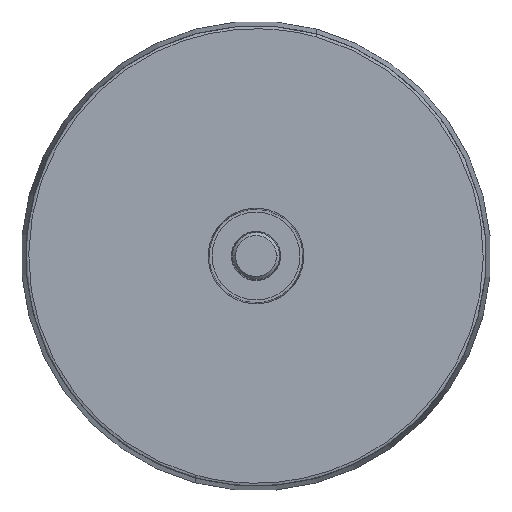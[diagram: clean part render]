
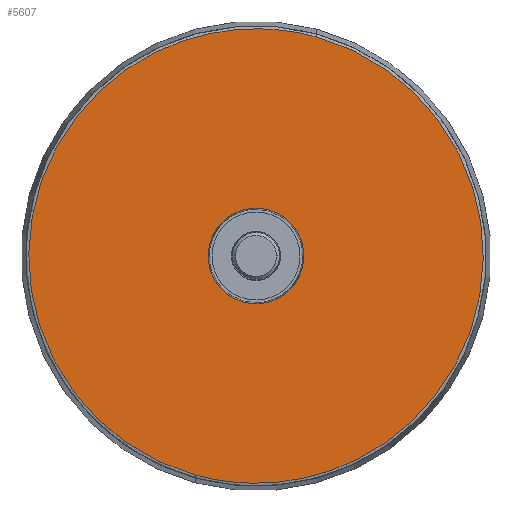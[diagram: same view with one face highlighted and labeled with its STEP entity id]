
A CAD part, front view. The second image highlights one B-rep face of the part: STEP entity #5607.
In plain terms, the highlighted planar face has unit normal (0, -1, 0).
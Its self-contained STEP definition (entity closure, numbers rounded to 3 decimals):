
#341 = DIRECTION ( 'NONE',  ( 1., 0., 0. ) ) ;
#413 = AXIS2_PLACEMENT_3D ( 'NONE', #3967, #5283, #2176 ) ;
#453 = VERTEX_POINT ( 'NONE', #3241 ) ;
#461 = CARTESIAN_POINT ( 'NONE',  ( 38.774, -5., 0. ) ) ;
#508 = EDGE_CURVE ( 'NONE', #453, #1359, #545, .T. ) ;
#545 =( BOUNDED_CURVE ( )  B_SPLINE_CURVE ( 3, ( #5483, #748, #4632, #3300 ),
 .UNSPECIFIED., .F., .T. ) 
 B_SPLINE_CURVE_WITH_KNOTS ( ( 4, 4 ),
 ( 0., 0.002 ),
 .UNSPECIFIED. ) 
 CURVE ( )  GEOMETRIC_REPRESENTATION_ITEM ( )  RATIONAL_B_SPLINE_CURVE ( ( 1., 1., 1., 1. ) ) 
 REPRESENTATION_ITEM ( '' )  );
#644 = CARTESIAN_POINT ( 'NONE',  ( -38.774, -5., -77.048 ) ) ;
#658 = CIRCLE ( 'NONE', #4703, 8.168 ) ;
#731 = CARTESIAN_POINT ( 'NONE',  ( 38.773, -5., -0.251 ) ) ;
#748 = CARTESIAN_POINT ( 'NONE',  ( -38.774, -5., 0.084 ) ) ;
#781 = CARTESIAN_POINT ( 'NONE',  ( 0., -5., 0. ) ) ;
#968 = VERTEX_POINT ( 'NONE', #3882 ) ;
#1202 = EDGE_CURVE ( 'NONE', #5262, #453, #4105, .T. ) ;
#1282 = EDGE_CURVE ( 'NONE', #2657, #5262, #5266, .T. ) ;
#1296 = ORIENTED_EDGE ( 'NONE', *, *, #4967, .F. ) ;
#1355 = EDGE_CURVE ( 'NONE', #4582, #968, #5148, .T. ) ;
#1359 = VERTEX_POINT ( 'NONE', #2088 ) ;
#1377 = FACE_OUTER_BOUND ( 'NONE', #3009, .T. ) ;
#1418 = DIRECTION ( 'NONE',  ( 0., -1., 0. ) ) ;
#1546 = AXIS2_PLACEMENT_3D ( 'NONE', #781, #4276, #341 ) ;
#1993 = ORIENTED_EDGE ( 'NONE', *, *, #2326, .F. ) ;
#2064 = CARTESIAN_POINT ( 'NONE',  ( -38.274, -5., 77.298 ) ) ;
#2088 = CARTESIAN_POINT ( 'NONE',  ( -38.773, -5., 0.251 ) ) ;
#2123 = PLANE ( 'NONE',  #413 ) ;
#2176 = DIRECTION ( 'NONE',  ( 1., 0., 0. ) ) ;
#2326 = EDGE_CURVE ( 'NONE', #968, #4582, #658, .T. ) ;
#2374 =( BOUNDED_CURVE ( )  B_SPLINE_CURVE ( 3, ( #4282, #2064, #3823, #5589 ),
 .UNSPECIFIED., .F., .T. ) 
 B_SPLINE_CURVE_WITH_KNOTS ( ( 4, 4 ),
 ( 0.002, 1. ),
 .UNSPECIFIED. ) 
 CURVE ( )  GEOMETRIC_REPRESENTATION_ITEM ( )  RATIONAL_B_SPLINE_CURVE ( ( 1., 0.335, 0.335, 1. ) ) 
 REPRESENTATION_ITEM ( '' )  );
#2457 = EDGE_LOOP ( 'NONE', ( #4410, #1993 ) ) ;
#2657 = VERTEX_POINT ( 'NONE', #5120 ) ;
#2739 = ORIENTED_EDGE ( 'NONE', *, *, #508, .F. ) ;
#2742 = CARTESIAN_POINT ( 'NONE',  ( 8.168, -5., 0. ) ) ;
#3009 = EDGE_LOOP ( 'NONE', ( #3456, #1296, #2739, #5342 ) ) ;
#3045 = CARTESIAN_POINT ( 'NONE',  ( 38.774, -5., -0.167 ) ) ;
#3241 = CARTESIAN_POINT ( 'NONE',  ( -38.774, -5., 0. ) ) ;
#3300 = CARTESIAN_POINT ( 'NONE',  ( -38.773, -5., 0.251 ) ) ;
#3314 = CARTESIAN_POINT ( 'NONE',  ( 38.274, -5., -77.298 ) ) ;
#3456 = ORIENTED_EDGE ( 'NONE', *, *, #1282, .F. ) ;
#3502 = CARTESIAN_POINT ( 'NONE',  ( 38.774, -5., -0.084 ) ) ;
#3823 = CARTESIAN_POINT ( 'NONE',  ( 38.774, -5., 77.048 ) ) ;
#3882 = CARTESIAN_POINT ( 'NONE',  ( -8.168, -5., 0. ) ) ;
#3967 = CARTESIAN_POINT ( 'NONE',  ( -40.325, -5., 40.353 ) ) ;
#4105 =( BOUNDED_CURVE ( )  B_SPLINE_CURVE ( 3, ( #731, #3314, #644, #5064 ),
 .UNSPECIFIED., .F., .T. ) 
 B_SPLINE_CURVE_WITH_KNOTS ( ( 4, 4 ),
 ( 0.002, 1. ),
 .UNSPECIFIED. ) 
 CURVE ( )  GEOMETRIC_REPRESENTATION_ITEM ( )  RATIONAL_B_SPLINE_CURVE ( ( 1., 0.335, 0.335, 1. ) ) 
 REPRESENTATION_ITEM ( '' )  );
#4276 = DIRECTION ( 'NONE',  ( 0., -1., 0. ) ) ;
#4282 = CARTESIAN_POINT ( 'NONE',  ( -38.773, -5., 0.251 ) ) ;
#4410 = ORIENTED_EDGE ( 'NONE', *, *, #1355, .F. ) ;
#4582 = VERTEX_POINT ( 'NONE', #2742 ) ;
#4632 = CARTESIAN_POINT ( 'NONE',  ( -38.774, -5., 0.167 ) ) ;
#4703 = AXIS2_PLACEMENT_3D ( 'NONE', #5360, #1418, #4935 ) ;
#4839 = CARTESIAN_POINT ( 'NONE',  ( 38.773, -5., -0.251 ) ) ;
#4935 = DIRECTION ( 'NONE',  ( 1., 0., 0. ) ) ;
#4967 = EDGE_CURVE ( 'NONE', #1359, #2657, #2374, .T. ) ;
#5064 = CARTESIAN_POINT ( 'NONE',  ( -38.774, -5., 0. ) ) ;
#5120 = CARTESIAN_POINT ( 'NONE',  ( 38.774, -5., 0. ) ) ;
#5148 = CIRCLE ( 'NONE', #1546, 8.168 ) ;
#5200 = FACE_BOUND ( 'NONE', #2457, .T. ) ;
#5262 = VERTEX_POINT ( 'NONE', #5421 ) ;
#5266 =( BOUNDED_CURVE ( )  B_SPLINE_CURVE ( 3, ( #461, #3502, #3045, #4839 ),
 .UNSPECIFIED., .F., .T. ) 
 B_SPLINE_CURVE_WITH_KNOTS ( ( 4, 4 ),
 ( 0., 0.002 ),
 .UNSPECIFIED. ) 
 CURVE ( )  GEOMETRIC_REPRESENTATION_ITEM ( )  RATIONAL_B_SPLINE_CURVE ( ( 1., 1., 1., 1. ) ) 
 REPRESENTATION_ITEM ( '' )  );
#5283 = DIRECTION ( 'NONE',  ( 0., 1., 0. ) ) ;
#5342 = ORIENTED_EDGE ( 'NONE', *, *, #1202, .F. ) ;
#5360 = CARTESIAN_POINT ( 'NONE',  ( 0., -5., 0. ) ) ;
#5421 = CARTESIAN_POINT ( 'NONE',  ( 38.773, -5., -0.251 ) ) ;
#5483 = CARTESIAN_POINT ( 'NONE',  ( -38.774, -5., 0. ) ) ;
#5589 = CARTESIAN_POINT ( 'NONE',  ( 38.774, -5., 0. ) ) ;
#5607 = ADVANCED_FACE ( 'NONE', ( #5200, #1377 ), #2123, .F. ) ;
